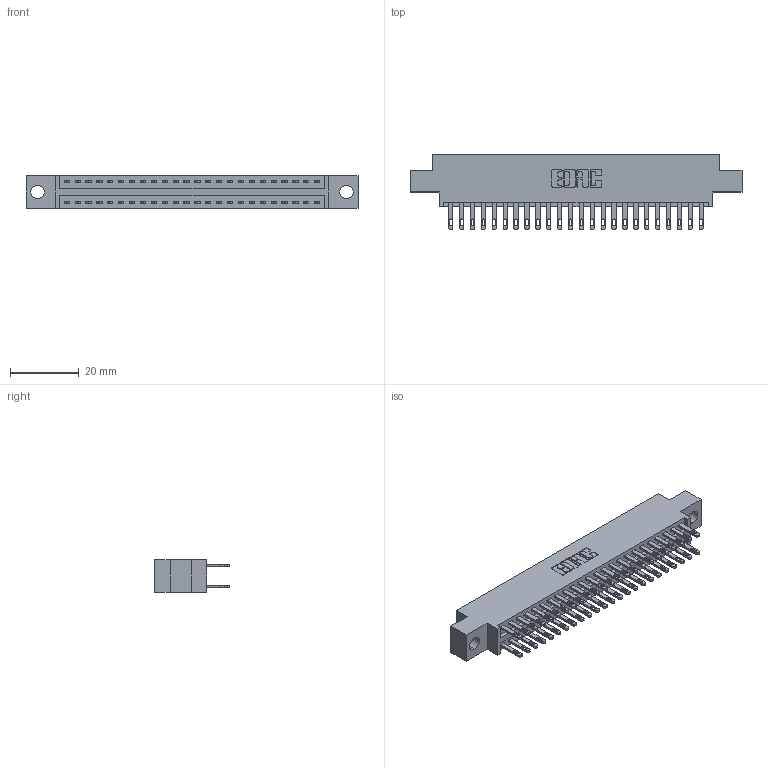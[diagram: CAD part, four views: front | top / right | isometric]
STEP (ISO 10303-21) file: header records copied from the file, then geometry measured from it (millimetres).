
FILE_DESCRIPTION (( 'STEP AP203' ), '1' );
FILE_NAME ('896-048-500-804.STEP', '2021-07-27T23:09:30', ( '' ), ( '' ), 'SwSTEP 2.0', 'SolidWorks 2020', '' );
FILE_SCHEMA (( 'CONFIG_CONTROL_DESIGN' ));
Length unit declared in the file: inch
Products named in the file (3): 896-048-500-804; 846 Part_0.170 Offset - 0.156 Dia-TH; 345-292-001_345-293-100
Assembly tree (49 placements, depth 2):
  896-048-500-804
    846 Part_0.170 Offset - 0.156 Dia-TH
    345-292-001_345-293-100  x48
Bounding box: 96.77 x 21.84 x 9.4 mm (x, y, z)
Volume: 9201.1 mm3; surface area: 12859.9 mm2
Topology: 49 solids, 49 shells, 2430 faces, 7397 edges, 4930 vertices
Faces by surface type: plane 1472, cylinder 958
Entity records: 18151 total; most frequent: CARTESIAN_POINT 3016, ORIENTED_EDGE 2950, DIRECTION 2711, EDGE_CURVE 1475, VECTOR 1243, LINE 1243, VERTEX_POINT 982, AXIS2_PLACEMENT_3D 734
